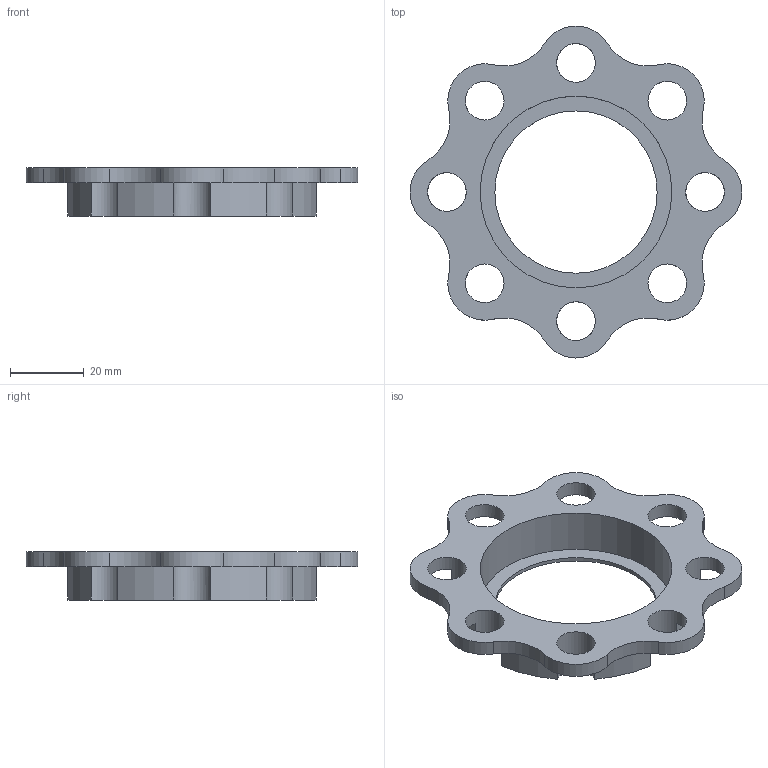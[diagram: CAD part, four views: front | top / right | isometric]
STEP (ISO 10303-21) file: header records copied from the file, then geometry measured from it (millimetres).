
FILE_DESCRIPTION(/* description */ ('STEP AP242','CAx-IF Rec.Pracs.---Representation and Presentation of Product Manufacturing Information (PMI)---4.0---2014-10-13','CAx-IF Rec.Pracs.---3D Tessellated Geometry---0.4---2014-09-14','2;1'),/* implementation_level */ '2;1');
FILE_NAME(/* name */ '67b0f4f10d26b7581745d66d',/* time_stamp */ '2025-02-15T20:11:29Z',/* author */ (''),/* organization */ (''),/* preprocessor_version */ 'ST-DEVELOPER v20',/* originating_system */ 'ONSHAPE BY PTC INC, 1.193',/* authorisation */ ' ');
FILE_SCHEMA (('AP242_MANAGED_MODEL_BASED_3D_ENGINEERING_MIM_LF { 1 0 10303 442 1 1 4 }'));
Length unit declared in the file: metre
Products named in the file (1): top hub
Bounding box: 90 x 90 x 13.03 mm (x, y, z)
Volume: 22430.3 mm3; surface area: 12954.3 mm2
Topology: 1 solids, 1 shells, 38 faces, 126 edges, 84 vertices
Faces by surface type: cylinder 34, plane 4
Full cylindrical faces by diameter (mm): 10.5 x8, 44 x1, 52 x1
Entity records: 1362 total; most frequent: DIRECTION 262, CARTESIAN_POINT 223, ORIENTED_EDGE 216, AXIS2_PLACEMENT_3D 115, EDGE_CURVE 108, VERTEX_POINT 76, CIRCLE 76, EDGE_LOOP 60
